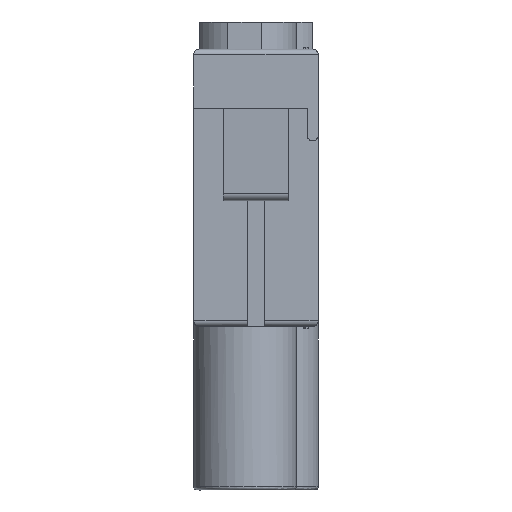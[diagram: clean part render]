
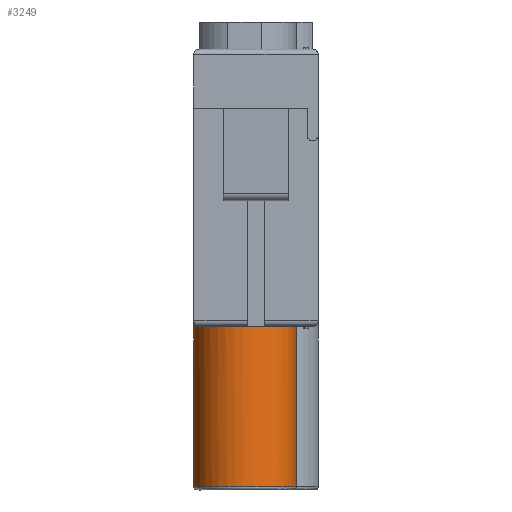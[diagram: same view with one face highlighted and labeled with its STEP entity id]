
A CAD part, left-side view. The second image highlights one B-rep face of the part: STEP entity #3249.
In plain terms, the highlighted cylindrical face has radius 4.75 mm (diameter 9.5 mm), a partial arc.
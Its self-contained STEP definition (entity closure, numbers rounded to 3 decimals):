
#1565=B_SPLINE_CURVE_WITH_KNOTS('',3,(#9871,#9872,#9873,#9874,#9875,#9876,
#9877,#9878,#9879,#9880,#9881,#9882),.UNSPECIFIED.,.F.,.F.,(4,2,2,2,2,4),
(0.,0.25,0.5,0.75,0.875,
1.),.UNSPECIFIED.);
#2090=FACE_OUTER_BOUND('',#3765,.T.);
#2354=LINE('',#9124,#2711);
#2434=LINE('',#9885,#2796);
#2711=VECTOR('',#7959,1.);
#2796=VECTOR('',#8252,1.);
#3249=ADVANCED_FACE('',(#2090),#3423,.T.);
#3423=CYLINDRICAL_SURFACE('',#7459,4.75);
#3765=EDGE_LOOP('',(#4543,#4544,#4545,#4546,#4547));
#4543=ORIENTED_EDGE('',*,*,#6641,.T.);
#4544=ORIENTED_EDGE('',*,*,#6642,.F.);
#4545=ORIENTED_EDGE('',*,*,#6640,.T.);
#4546=ORIENTED_EDGE('',*,*,#6494,.T.);
#4547=ORIENTED_EDGE('',*,*,#6643,.F.);
#5785=VERTEX_POINT('',#9118);
#5788=VERTEX_POINT('',#9123);
#5882=VERTEX_POINT('',#9711);
#5889=VERTEX_POINT('',#9883);
#5890=VERTEX_POINT('',#9884);
#6494=EDGE_CURVE('',#5785,#5788,#2354,.T.);
#6640=EDGE_CURVE('',#5882,#5785,#7231,.T.);
#6641=EDGE_CURVE('',#5889,#5890,#1565,.T.);
#6642=EDGE_CURVE('',#5882,#5890,#2434,.T.);
#6643=EDGE_CURVE('',#5889,#5788,#7232,.T.);
#7231=CIRCLE('',#7457,4.75);
#7232=CIRCLE('',#7458,4.75);
#7457=AXIS2_PLACEMENT_3D('',#9845,#8250,#8251);
#7458=AXIS2_PLACEMENT_3D('',#9886,#8253,#8254);
#7459=AXIS2_PLACEMENT_3D('',#9887,#8255,#8256);
#7959=DIRECTION('',(0.,0.,1.));
#8250=DIRECTION('',(0.,0.,1.));
#8251=DIRECTION('',(-0.204,0.979,0.));
#8252=DIRECTION('',(0.,0.,1.));
#8253=DIRECTION('',(0.,0.,1.));
#8254=DIRECTION('',(-0.486,0.874,0.));
#8255=DIRECTION('',(0.,0.,-1.));
#8256=DIRECTION('',(0.802,-0.598,0.));
#9118=CARTESIAN_POINT('',(56.52,-39.71,-3.398));
#9123=CARTESIAN_POINT('',(56.52,-39.71,11.302));
#9124=CARTESIAN_POINT('',(56.52,-39.71,-3.398));
#9711=CARTESIAN_POINT('',(52.778,-31.203,-3.398));
#9845=CARTESIAN_POINT('',(53.748,-35.853,-3.398));
#9871=CARTESIAN_POINT('',(51.437,-31.703,11.302));
#9872=CARTESIAN_POINT('',(51.546,-31.643,11.302));
#9873=CARTESIAN_POINT('',(51.659,-31.585,11.312));
#9874=CARTESIAN_POINT('',(51.893,-31.478,11.35));
#9875=CARTESIAN_POINT('',(52.045,-31.418,11.388));
#9876=CARTESIAN_POINT('',(52.236,-31.349,11.447));
#9877=CARTESIAN_POINT('',(52.373,-31.305,11.503));
#9878=CARTESIAN_POINT('',(52.548,-31.257,11.582));
#9879=CARTESIAN_POINT('',(52.602,-31.243,11.615));
#9880=CARTESIAN_POINT('',(52.702,-31.219,11.697));
#9881=CARTESIAN_POINT('',(52.778,-31.203,11.786));
#9882=CARTESIAN_POINT('',(52.778,-31.203,11.802));
#9883=CARTESIAN_POINT('',(51.437,-31.703,11.302));
#9884=CARTESIAN_POINT('',(52.778,-31.203,11.802));
#9885=CARTESIAN_POINT('',(52.778,-31.203,-3.398));
#9886=CARTESIAN_POINT('',(53.748,-35.853,11.302));
#9887=CARTESIAN_POINT('',(53.748,-35.853,12.802));
